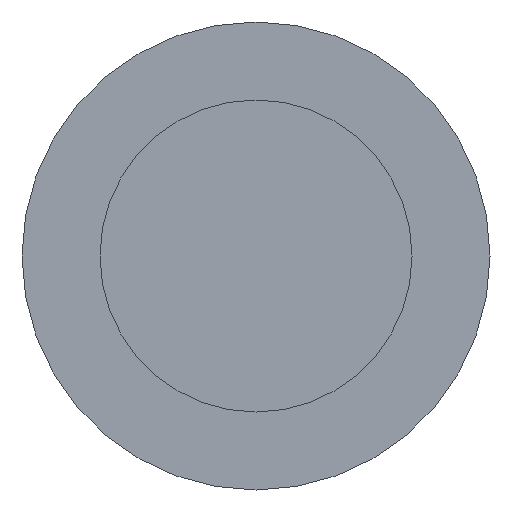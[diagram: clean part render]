
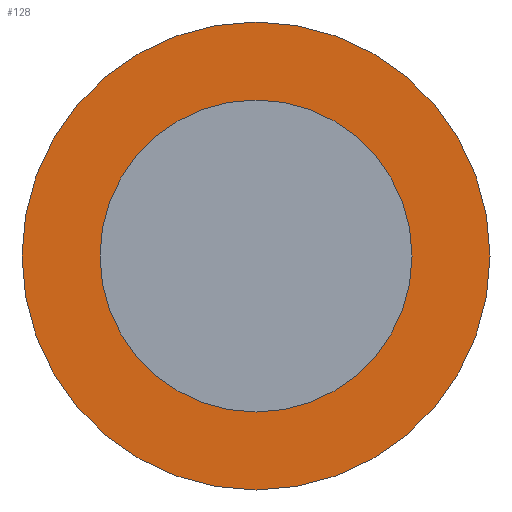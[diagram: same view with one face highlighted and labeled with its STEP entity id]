
A CAD part, front view. The second image highlights one B-rep face of the part: STEP entity #128.
In plain terms, the highlighted planar face has unit normal (0, -1, 0).
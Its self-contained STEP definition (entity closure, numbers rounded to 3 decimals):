
#19=CARTESIAN_POINT('',(0.,-7.,0.));
#20=DIRECTION('',(0.,-1.,0.));
#21=DIRECTION('',(1.,0.,0.));
#22=AXIS2_PLACEMENT_3D('',#19,#20,#21);
#24=CARTESIAN_POINT('',(0.,-7.,0.));
#25=DIRECTION('',(0.,1.,0.));
#26=DIRECTION('',(1.,0.,0.));
#27=AXIS2_PLACEMENT_3D('',#24,#25,#26);
#37=CARTESIAN_POINT('',(0.,-7.,0.));
#38=DIRECTION('',(0.,1.,0.));
#39=DIRECTION('',(1.,0.,0.));
#40=AXIS2_PLACEMENT_3D('',#37,#38,#39);
#42=CARTESIAN_POINT('',(0.,-7.,0.));
#43=DIRECTION('',(0.,-1.,0.));
#44=DIRECTION('',(1.,0.,0.));
#45=AXIS2_PLACEMENT_3D('',#42,#43,#44);
#58=CARTESIAN_POINT('',(5.,-7.,0.));
#60=VERTEX_POINT('',#58);
#61=CARTESIAN_POINT('',(7.5,-7.,0.));
#63=VERTEX_POINT('',#61);
#66=CARTESIAN_POINT('',(-5.,-7.,0.));
#68=VERTEX_POINT('',#66);
#69=CARTESIAN_POINT('',(-7.5,-7.,0.));
#71=VERTEX_POINT('',#69);
#113=CARTESIAN_POINT('',(0.,-7.,0.));
#114=DIRECTION('',(0.,-1.,0.));
#115=DIRECTION('',(-1.,0.,0.));
#116=AXIS2_PLACEMENT_3D('',#113,#114,#115);
#117=PLANE('',#116);
#119=ORIENTED_EDGE('',*,*,#118,.T.);
#121=ORIENTED_EDGE('',*,*,#120,.F.);
#122=EDGE_LOOP('',(#119,#121));
#123=FACE_OUTER_BOUND('',#122,.F.);
#124=ORIENTED_EDGE('',*,*,#108,.T.);
#125=ORIENTED_EDGE('',*,*,#92,.F.);
#126=EDGE_LOOP('',(#124,#125));
#127=FACE_BOUND('',#126,.F.);
#128=ADVANCED_FACE('',(#123,#127),#117,.T.);
#23=CIRCLE('',#22,5.);
#28=CIRCLE('',#27,5.);
#41=CIRCLE('',#40,7.5);
#46=CIRCLE('',#45,7.5);
#92=EDGE_CURVE('',#60,#68,#28,.T.);
#108=EDGE_CURVE('',#60,#68,#23,.T.);
#118=EDGE_CURVE('',#63,#71,#41,.T.);
#120=EDGE_CURVE('',#63,#71,#46,.T.);
